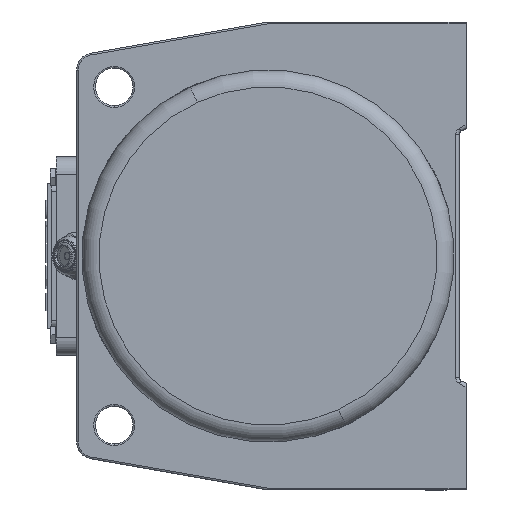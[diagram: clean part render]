
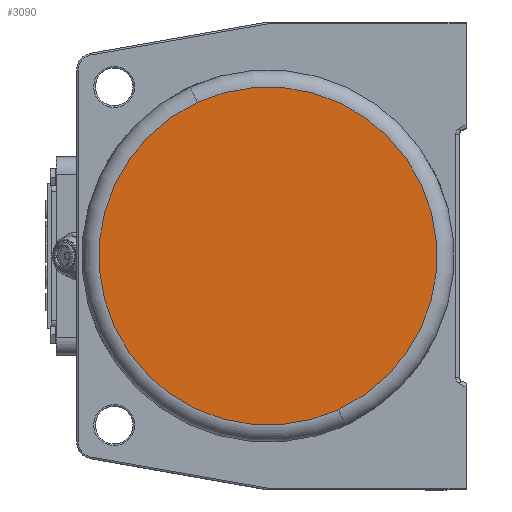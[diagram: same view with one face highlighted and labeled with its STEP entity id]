
A CAD part, left-side view. The second image highlights one B-rep face of the part: STEP entity #3090.
In plain terms, the highlighted face is planar.
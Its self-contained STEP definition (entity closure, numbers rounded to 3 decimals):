
#948 = AXIS2_PLACEMENT_3D ( 'NONE', #20451, #15234, #23221 ) ;
#1207 = DIRECTION ( 'NONE',  ( 0., 1., 0. ) ) ;
#1954 = CIRCLE ( 'NONE', #3189, 99. ) ;
#2541 = FACE_OUTER_BOUND ( 'NONE', #15645, .T. ) ;
#3090 = ADVANCED_FACE ( 'NONE', ( #2541 ), #12343, .T. ) ;
#3189 = AXIS2_PLACEMENT_3D ( 'NONE', #34606, #12184, #1207 ) ;
#5164 = VERTEX_POINT ( 'NONE', #21637 ) ;
#10382 = CARTESIAN_POINT ( 'NONE',  ( 0., -99., 0. ) ) ;
#12184 = DIRECTION ( 'NONE',  ( 1., 0., 0. ) ) ;
#12343 = PLANE ( 'NONE',  #948 ) ;
#13889 = AXIS2_PLACEMENT_3D ( 'NONE', #34256, #28907, #31458 ) ;
#15234 = DIRECTION ( 'NONE',  ( 1., 0., 0. ) ) ;
#15518 = EDGE_CURVE ( 'NONE', #28047, #5164, #1954, .T. ) ;
#15645 = EDGE_LOOP ( 'NONE', ( #32875, #24397 ) ) ;
#20451 = CARTESIAN_POINT ( 'NONE',  ( 0., 99., 0. ) ) ;
#21637 = CARTESIAN_POINT ( 'NONE',  ( 0., 99., 0. ) ) ;
#23221 = DIRECTION ( 'NONE',  ( 0., 1., 0. ) ) ;
#24397 = ORIENTED_EDGE ( 'NONE', *, *, #15518, .T. ) ;
#28047 = VERTEX_POINT ( 'NONE', #10382 ) ;
#28619 = CIRCLE ( 'NONE', #13889, 99. ) ;
#28907 = DIRECTION ( 'NONE',  ( 1., 0., 0. ) ) ;
#30751 = EDGE_CURVE ( 'NONE', #5164, #28047, #28619, .T. ) ;
#31458 = DIRECTION ( 'NONE',  ( 0., 1., 0. ) ) ;
#32875 = ORIENTED_EDGE ( 'NONE', *, *, #30751, .T. ) ;
#34256 = CARTESIAN_POINT ( 'NONE',  ( 0., 0., 0. ) ) ;
#34606 = CARTESIAN_POINT ( 'NONE',  ( 0., 0., 0. ) ) ;
